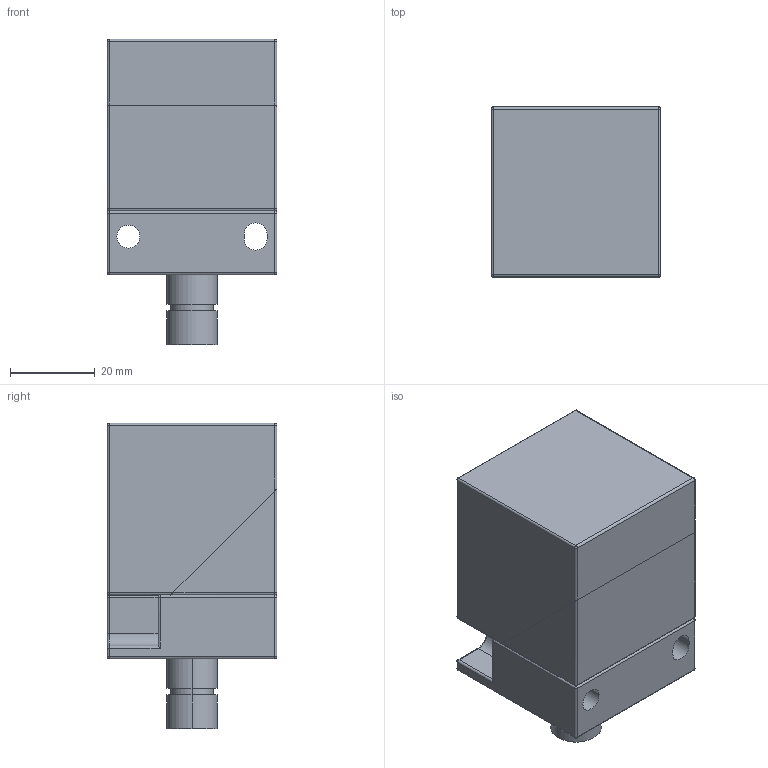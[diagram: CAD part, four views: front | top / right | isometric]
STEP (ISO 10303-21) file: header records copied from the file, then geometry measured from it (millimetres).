
FILE_DESCRIPTION((''),'2;1');
FILE_NAME('VARIKONTL_D000258A_ASM','2006-01-03T',('Pepperl+Fuchs'),('Industriehansa'),'PRO/ENGINEER BY PARAMETRIC TECHNOLOGY CORPORATION, 2005290','PRO/ENGINEER BY PARAMETRIC TECHNOLOGY CORPORATION, 2005290','');
FILE_SCHEMA(('AUTOMOTIVE_DESIGN_CC2 { 1 2 10303 214 -1 1 5 2 }'));
Length unit declared in the file: millimetre
Products named in the file (4): VARIKONTL_SENSORKOPF; VARIKONTL_ZWISCHENSTUECK; VARIKONTL_MTSTUECK; VARIKONTL_D000258A_ASM
Assembly tree (3 placements, depth 2):
  VARIKONTL_D000258A_ASM
    VARIKONTL_SENSORKOPF
    VARIKONTL_ZWISCHENSTUECK
    VARIKONTL_MTSTUECK
Bounding box: 40 x 40 x 72 mm (x, y, z)
Volume: 86297.5 mm3; surface area: 21004.8 mm2
Topology: 3 solids, 3 shells, 112 faces, 292 edges, 198 vertices
Faces by surface type: cylinder 58, plane 32, sphere 20, torus 2
Entity records: 4590 total; most frequent: DIRECTION 656, CARTESIAN_POINT 610, ORIENTED_EDGE 472, PRESENTATION_STYLE_ASSIGNMENT 317, STYLED_ITEM 311, CURVE_STYLE 302, AXIS2_PLACEMENT_3D 248, EDGE_CURVE 236
